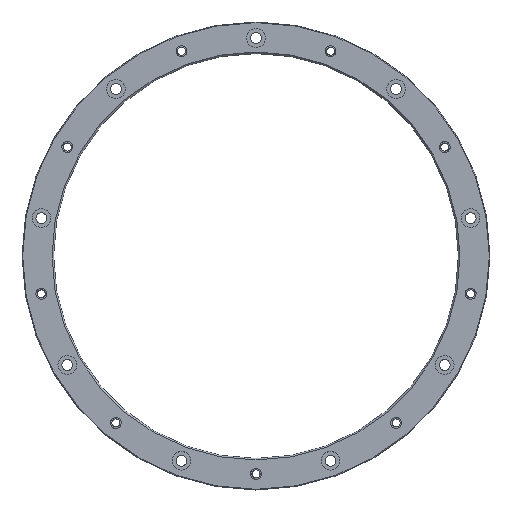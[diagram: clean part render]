
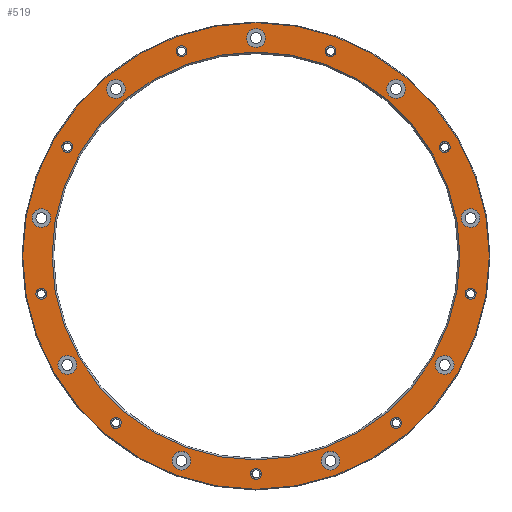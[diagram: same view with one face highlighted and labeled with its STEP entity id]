
A CAD part, top view. The second image highlights one B-rep face of the part: STEP entity #519.
In plain terms, the highlighted planar face has unit normal (0, 0, 1).
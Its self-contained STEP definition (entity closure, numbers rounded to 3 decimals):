
#519=ADVANCED_FACE('',(#602,#603,#604,#605,#606,#607,#608,#609,#610,#611,
#612,#613,#614,#615,#616,#617,#618,#619,#620,#621),#582,.T.);
#582=PLANE('',#1352);
#602=FACE_BOUND('',#764,.T.);
#603=FACE_BOUND('',#765,.T.);
#604=FACE_BOUND('',#766,.T.);
#605=FACE_BOUND('',#767,.T.);
#606=FACE_BOUND('',#768,.T.);
#607=FACE_BOUND('',#769,.T.);
#608=FACE_BOUND('',#770,.T.);
#609=FACE_BOUND('',#771,.T.);
#610=FACE_BOUND('',#772,.T.);
#611=FACE_BOUND('',#773,.T.);
#612=FACE_BOUND('',#774,.T.);
#613=FACE_BOUND('',#775,.T.);
#614=FACE_BOUND('',#776,.T.);
#615=FACE_BOUND('',#777,.T.);
#616=FACE_BOUND('',#778,.T.);
#617=FACE_BOUND('',#779,.T.);
#618=FACE_BOUND('',#780,.T.);
#619=FACE_BOUND('',#781,.T.);
#620=FACE_BOUND('',#782,.T.);
#621=FACE_BOUND('',#783,.T.);
#764=EDGE_LOOP('',(#926));
#765=EDGE_LOOP('',(#927));
#766=EDGE_LOOP('',(#928));
#767=EDGE_LOOP('',(#929));
#768=EDGE_LOOP('',(#930));
#769=EDGE_LOOP('',(#931));
#770=EDGE_LOOP('',(#932));
#771=EDGE_LOOP('',(#933));
#772=EDGE_LOOP('',(#934));
#773=EDGE_LOOP('',(#935));
#774=EDGE_LOOP('',(#936));
#775=EDGE_LOOP('',(#937));
#776=EDGE_LOOP('',(#938));
#777=EDGE_LOOP('',(#939));
#778=EDGE_LOOP('',(#940));
#779=EDGE_LOOP('',(#941));
#780=EDGE_LOOP('',(#942));
#781=EDGE_LOOP('',(#943));
#782=EDGE_LOOP('',(#944));
#783=EDGE_LOOP('',(#945));
#926=ORIENTED_EDGE('',*,*,#1169,.T.);
#927=ORIENTED_EDGE('',*,*,#1170,.T.);
#928=ORIENTED_EDGE('',*,*,#1171,.T.);
#929=ORIENTED_EDGE('',*,*,#1172,.T.);
#930=ORIENTED_EDGE('',*,*,#1173,.T.);
#931=ORIENTED_EDGE('',*,*,#1174,.T.);
#932=ORIENTED_EDGE('',*,*,#1175,.T.);
#933=ORIENTED_EDGE('',*,*,#1176,.T.);
#934=ORIENTED_EDGE('',*,*,#1177,.T.);
#935=ORIENTED_EDGE('',*,*,#1178,.T.);
#936=ORIENTED_EDGE('',*,*,#1179,.T.);
#937=ORIENTED_EDGE('',*,*,#1180,.T.);
#938=ORIENTED_EDGE('',*,*,#1181,.T.);
#939=ORIENTED_EDGE('',*,*,#1182,.T.);
#940=ORIENTED_EDGE('',*,*,#1183,.T.);
#941=ORIENTED_EDGE('',*,*,#1184,.T.);
#942=ORIENTED_EDGE('',*,*,#1185,.T.);
#943=ORIENTED_EDGE('',*,*,#1186,.T.);
#944=ORIENTED_EDGE('',*,*,#1187,.T.);
#945=ORIENTED_EDGE('',*,*,#1188,.T.);
#1088=VERTEX_POINT('',#1768);
#1089=VERTEX_POINT('',#1770);
#1090=VERTEX_POINT('',#1772);
#1091=VERTEX_POINT('',#1774);
#1092=VERTEX_POINT('',#1776);
#1093=VERTEX_POINT('',#1778);
#1094=VERTEX_POINT('',#1780);
#1095=VERTEX_POINT('',#1782);
#1096=VERTEX_POINT('',#1784);
#1097=VERTEX_POINT('',#1786);
#1098=VERTEX_POINT('',#1788);
#1099=VERTEX_POINT('',#1790);
#1100=VERTEX_POINT('',#1792);
#1101=VERTEX_POINT('',#1794);
#1102=VERTEX_POINT('',#1796);
#1103=VERTEX_POINT('',#1798);
#1104=VERTEX_POINT('',#1800);
#1105=VERTEX_POINT('',#1802);
#1106=VERTEX_POINT('',#1804);
#1107=VERTEX_POINT('',#1806);
#1169=EDGE_CURVE('',#1088,#1088,#1250,.T.);
#1170=EDGE_CURVE('',#1089,#1089,#1251,.T.);
#1171=EDGE_CURVE('',#1090,#1090,#1252,.T.);
#1172=EDGE_CURVE('',#1091,#1091,#1253,.T.);
#1173=EDGE_CURVE('',#1092,#1092,#1254,.T.);
#1174=EDGE_CURVE('',#1093,#1093,#1255,.T.);
#1175=EDGE_CURVE('',#1094,#1094,#1256,.T.);
#1176=EDGE_CURVE('',#1095,#1095,#1257,.T.);
#1177=EDGE_CURVE('',#1096,#1096,#1258,.T.);
#1178=EDGE_CURVE('',#1097,#1097,#1259,.T.);
#1179=EDGE_CURVE('',#1098,#1098,#1260,.T.);
#1180=EDGE_CURVE('',#1099,#1099,#1261,.T.);
#1181=EDGE_CURVE('',#1100,#1100,#1262,.T.);
#1182=EDGE_CURVE('',#1101,#1101,#1263,.T.);
#1183=EDGE_CURVE('',#1102,#1102,#1264,.T.);
#1184=EDGE_CURVE('',#1103,#1103,#1265,.T.);
#1185=EDGE_CURVE('',#1104,#1104,#1266,.T.);
#1186=EDGE_CURVE('',#1105,#1105,#1267,.T.);
#1187=EDGE_CURVE('',#1106,#1106,#1268,.T.);
#1188=EDGE_CURVE('',#1107,#1107,#1269,.T.);
#1250=CIRCLE('',#1332,1.75);
#1251=CIRCLE('',#1333,1.75);
#1252=CIRCLE('',#1334,1.75);
#1253=CIRCLE('',#1335,1.75);
#1254=CIRCLE('',#1336,1.75);
#1255=CIRCLE('',#1337,1.75);
#1256=CIRCLE('',#1338,1.75);
#1257=CIRCLE('',#1339,1.75);
#1258=CIRCLE('',#1340,1.75);
#1259=CIRCLE('',#1341,74.95);
#1260=CIRCLE('',#1342,65.51);
#1261=CIRCLE('',#1343,3.);
#1262=CIRCLE('',#1344,3.);
#1263=CIRCLE('',#1345,3.);
#1264=CIRCLE('',#1346,3.);
#1265=CIRCLE('',#1347,3.);
#1266=CIRCLE('',#1348,3.);
#1267=CIRCLE('',#1349,3.);
#1268=CIRCLE('',#1350,3.);
#1269=CIRCLE('',#1351,3.);
#1332=AXIS2_PLACEMENT_3D('',#1767,#1478,#1479);
#1333=AXIS2_PLACEMENT_3D('',#1769,#1480,#1481);
#1334=AXIS2_PLACEMENT_3D('',#1771,#1482,#1483);
#1335=AXIS2_PLACEMENT_3D('',#1773,#1484,#1485);
#1336=AXIS2_PLACEMENT_3D('',#1775,#1486,#1487);
#1337=AXIS2_PLACEMENT_3D('',#1777,#1488,#1489);
#1338=AXIS2_PLACEMENT_3D('',#1779,#1490,#1491);
#1339=AXIS2_PLACEMENT_3D('',#1781,#1492,#1493);
#1340=AXIS2_PLACEMENT_3D('',#1783,#1494,#1495);
#1341=AXIS2_PLACEMENT_3D('',#1785,#1496,#1497);
#1342=AXIS2_PLACEMENT_3D('',#1787,#1498,#1499);
#1343=AXIS2_PLACEMENT_3D('',#1789,#1500,#1501);
#1344=AXIS2_PLACEMENT_3D('',#1791,#1502,#1503);
#1345=AXIS2_PLACEMENT_3D('',#1793,#1504,#1505);
#1346=AXIS2_PLACEMENT_3D('',#1795,#1506,#1507);
#1347=AXIS2_PLACEMENT_3D('',#1797,#1508,#1509);
#1348=AXIS2_PLACEMENT_3D('',#1799,#1510,#1511);
#1349=AXIS2_PLACEMENT_3D('',#1801,#1512,#1513);
#1350=AXIS2_PLACEMENT_3D('',#1803,#1514,#1515);
#1351=AXIS2_PLACEMENT_3D('',#1805,#1516,#1517);
#1352=AXIS2_PLACEMENT_3D('',#1807,#1518,#1519);
#1478=DIRECTION('',(0.,0.,-1.));
#1479=DIRECTION('',(-0.947,-0.321,0.));
#1480=DIRECTION('',(0.,0.,-1.));
#1481=DIRECTION('',(-0.932,0.362,0.));
#1482=DIRECTION('',(0.,0.,-1.));
#1483=DIRECTION('',(-0.481,0.877,0.));
#1484=DIRECTION('',(0.,0.,-1.));
#1485=DIRECTION('',(0.195,0.981,0.));
#1486=DIRECTION('',(0.,0.,-1.));
#1487=DIRECTION('',(0.78,0.626,0.));
#1488=DIRECTION('',(0.,0.,-1.));
#1489=DIRECTION('',(1.,-0.022,0.));
#1490=DIRECTION('',(0.,0.,-1.));
#1491=DIRECTION('',(0.752,-0.659,0.));
#1492=DIRECTION('',(0.,0.,-1.));
#1493=DIRECTION('',(0.152,-0.988,0.));
#1494=DIRECTION('',(0.,0.,-1.));
#1495=DIRECTION('',(-0.519,-0.855,0.));
#1496=DIRECTION('',(0.,0.,1.));
#1497=DIRECTION('',(1.,0.,0.));
#1498=DIRECTION('',(0.,0.,-1.));
#1499=DIRECTION('',(1.,0.,0.));
#1500=DIRECTION('',(0.,0.,-1.));
#1501=DIRECTION('',(-0.766,0.643,0.));
#1502=DIRECTION('',(0.,0.,-1.));
#1503=DIRECTION('',(-0.174,0.985,0.));
#1504=DIRECTION('',(0.,0.,-1.));
#1505=DIRECTION('',(0.5,0.866,0.));
#1506=DIRECTION('',(0.,0.,-1.));
#1507=DIRECTION('',(0.94,0.342,0.));
#1508=DIRECTION('',(0.,0.,-1.));
#1509=DIRECTION('',(0.94,-0.342,0.));
#1510=DIRECTION('',(0.,0.,-1.));
#1511=DIRECTION('',(0.5,-0.866,0.));
#1512=DIRECTION('',(0.,0.,-1.));
#1513=DIRECTION('',(-0.174,-0.985,0.));
#1514=DIRECTION('',(0.,0.,-1.));
#1515=DIRECTION('',(-0.766,-0.643,0.));
#1516=DIRECTION('',(0.,0.,-1.));
#1517=DIRECTION('',(-1.,0.,0.));
#1518=DIRECTION('',(0.,0.,1.));
#1519=DIRECTION('',(1.,0.,0.));
#1767=CARTESIAN_POINT('',(60.622,35.,10.));
#1768=CARTESIAN_POINT('',(58.965,34.437,10.));
#1769=CARTESIAN_POINT('',(68.937,-12.155,10.));
#1770=CARTESIAN_POINT('',(67.306,-11.521,10.));
#1771=CARTESIAN_POINT('',(44.995,-53.623,10.));
#1772=CARTESIAN_POINT('',(44.153,-52.089,10.));
#1773=CARTESIAN_POINT('',(0.,-70.,10.));
#1774=CARTESIAN_POINT('',(0.341,-68.284,10.));
#1775=CARTESIAN_POINT('',(-44.995,-53.623,10.));
#1776=CARTESIAN_POINT('',(-43.63,-52.528,10.));
#1777=CARTESIAN_POINT('',(-68.937,-12.155,10.));
#1778=CARTESIAN_POINT('',(-67.187,-12.194,10.));
#1779=CARTESIAN_POINT('',(-60.622,35.,10.));
#1780=CARTESIAN_POINT('',(-59.306,33.846,10.));
#1781=CARTESIAN_POINT('',(-23.941,65.778,10.));
#1782=CARTESIAN_POINT('',(-23.675,64.049,10.));
#1783=CARTESIAN_POINT('',(23.941,65.778,10.));
#1784=CARTESIAN_POINT('',(23.034,64.282,10.));
#1785=CARTESIAN_POINT('',(0.,0.,10.));
#1786=CARTESIAN_POINT('',(74.95,0.,10.));
#1787=CARTESIAN_POINT('',(0.,0.,10.));
#1788=CARTESIAN_POINT('',(65.51,0.,10.));
#1789=CARTESIAN_POINT('',(44.995,53.623,10.));
#1790=CARTESIAN_POINT('',(42.697,55.551,10.));
#1791=CARTESIAN_POINT('',(68.937,12.155,10.));
#1792=CARTESIAN_POINT('',(68.416,15.11,10.));
#1793=CARTESIAN_POINT('',(60.622,-35.,10.));
#1794=CARTESIAN_POINT('',(62.122,-32.402,10.));
#1795=CARTESIAN_POINT('',(23.941,-65.778,10.));
#1796=CARTESIAN_POINT('',(26.76,-64.752,10.));
#1797=CARTESIAN_POINT('',(-23.941,-65.778,10.));
#1798=CARTESIAN_POINT('',(-21.122,-66.805,10.));
#1799=CARTESIAN_POINT('',(-60.622,-35.,10.));
#1800=CARTESIAN_POINT('',(-59.122,-37.598,10.));
#1801=CARTESIAN_POINT('',(-68.937,12.155,10.));
#1802=CARTESIAN_POINT('',(-69.457,9.201,10.));
#1803=CARTESIAN_POINT('',(-44.995,53.623,10.));
#1804=CARTESIAN_POINT('',(-47.293,51.695,10.));
#1805=CARTESIAN_POINT('',(0.,70.,10.));
#1806=CARTESIAN_POINT('',(-3.,70.,10.));
#1807=CARTESIAN_POINT('',(0.,0.,10.));
